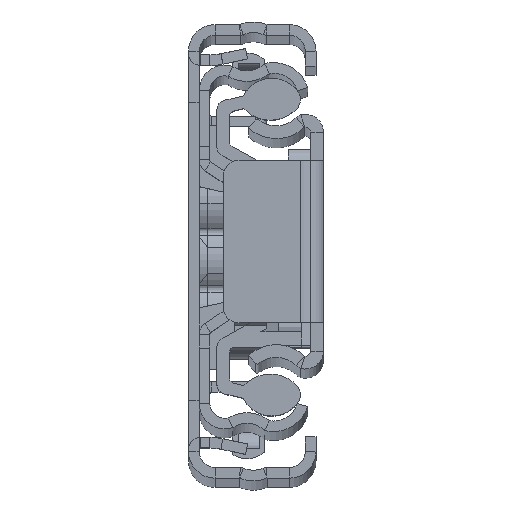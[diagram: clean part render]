
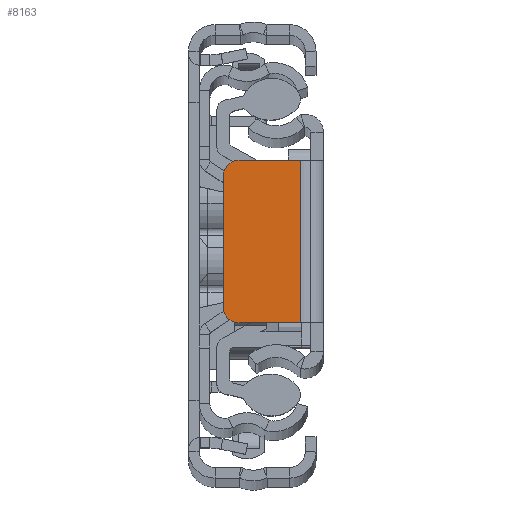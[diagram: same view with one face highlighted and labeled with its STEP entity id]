
A CAD part, top view. The second image highlights one B-rep face of the part: STEP entity #8163.
In plain terms, the highlighted planar face has unit normal (0, 0, 1).
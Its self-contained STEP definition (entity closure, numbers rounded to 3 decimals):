
#119 = CIRCLE ( 'NONE', #11546, 1.5 ) ;
#533 = DIRECTION ( 'NONE',  ( 0., 0., 1. ) ) ;
#708 = VERTEX_POINT ( 'NONE', #8331 ) ;
#976 = CIRCLE ( 'NONE', #13435, 1.5 ) ;
#1025 = DIRECTION ( 'NONE',  ( 0., -1., 0. ) ) ;
#1343 = VERTEX_POINT ( 'NONE', #17816 ) ;
#2392 = ORIENTED_EDGE ( 'NONE', *, *, #4734, .T. ) ;
#2778 = VECTOR ( 'NONE', #11591, 1000. ) ;
#3823 = CARTESIAN_POINT ( 'NONE',  ( 0., 7.65, 0. ) ) ;
#4389 = ORIENTED_EDGE ( 'NONE', *, *, #6768, .F. ) ;
#4734 = EDGE_CURVE ( 'NONE', #1343, #20464, #10224, .T. ) ;
#4857 = VECTOR ( 'NONE', #13682, 1000. ) ;
#5012 = EDGE_CURVE ( 'NONE', #708, #9751, #6867, .T. ) ;
#6768 = EDGE_CURVE ( 'NONE', #708, #20464, #19454, .T. ) ;
#6786 = CARTESIAN_POINT ( 'NONE',  ( -9.45, 6.15, 0. ) ) ;
#6860 = VERTEX_POINT ( 'NONE', #6786 ) ;
#6867 = LINE ( 'NONE', #3823, #4857 ) ;
#8163 = ADVANCED_FACE ( 'NONE', ( #16333 ), #14305, .F. ) ;
#8331 = CARTESIAN_POINT ( 'NONE',  ( -2.2, 7.65, 0. ) ) ;
#8400 = ORIENTED_EDGE ( 'NONE', *, *, #5012, .T. ) ;
#8417 = VECTOR ( 'NONE', #15391, 1000. ) ;
#8558 = CARTESIAN_POINT ( 'NONE',  ( 0., -7.65, 0. ) ) ;
#9211 = VECTOR ( 'NONE', #1025, 1000. ) ;
#9261 = CARTESIAN_POINT ( 'NONE',  ( -9.45, -6.15, 0. ) ) ;
#9751 = VERTEX_POINT ( 'NONE', #21373 ) ;
#10224 = LINE ( 'NONE', #8558, #8417 ) ;
#10517 = CARTESIAN_POINT ( 'NONE',  ( -2.2, -7.65, 0. ) ) ;
#11546 = AXIS2_PLACEMENT_3D ( 'NONE', #14263, #19291, #13922 ) ;
#11591 = DIRECTION ( 'NONE',  ( 0., -1., 0. ) ) ;
#12146 = CARTESIAN_POINT ( 'NONE',  ( -7.95, 6.15, 0. ) ) ;
#12216 = ORIENTED_EDGE ( 'NONE', *, *, #16655, .T. ) ;
#12249 = DIRECTION ( 'NONE',  ( -1., 0., 0. ) ) ;
#12537 = EDGE_LOOP ( 'NONE', ( #18565, #12216, #2392, #4389, #8400, #15330 ) ) ;
#12855 = CARTESIAN_POINT ( 'NONE',  ( 0., 0., 0. ) ) ;
#12968 = DIRECTION ( 'NONE',  ( 0., 0., -1. ) ) ;
#13435 = AXIS2_PLACEMENT_3D ( 'NONE', #12146, #533, #12249 ) ;
#13682 = DIRECTION ( 'NONE',  ( -1., 0., 0. ) ) ;
#13922 = DIRECTION ( 'NONE',  ( -1., 0., 0. ) ) ;
#14263 = CARTESIAN_POINT ( 'NONE',  ( -7.95, -6.15, 0. ) ) ;
#14305 = PLANE ( 'NONE',  #21405 ) ;
#14643 = CARTESIAN_POINT ( 'NONE',  ( -2.2, -7.65, 0. ) ) ;
#15330 = ORIENTED_EDGE ( 'NONE', *, *, #15539, .T. ) ;
#15391 = DIRECTION ( 'NONE',  ( 1., 0., 0. ) ) ;
#15539 = EDGE_CURVE ( 'NONE', #9751, #6860, #976, .T. ) ;
#16333 = FACE_OUTER_BOUND ( 'NONE', #12537, .T. ) ;
#16655 = EDGE_CURVE ( 'NONE', #18181, #1343, #119, .T. ) ;
#17816 = CARTESIAN_POINT ( 'NONE',  ( -7.95, -7.65, 0. ) ) ;
#18181 = VERTEX_POINT ( 'NONE', #9261 ) ;
#18231 = EDGE_CURVE ( 'NONE', #6860, #18181, #21675, .T. ) ;
#18308 = CARTESIAN_POINT ( 'NONE',  ( -9.45, 0., 0. ) ) ;
#18565 = ORIENTED_EDGE ( 'NONE', *, *, #18231, .T. ) ;
#19291 = DIRECTION ( 'NONE',  ( 0., 0., 1. ) ) ;
#19454 = LINE ( 'NONE', #14643, #9211 ) ;
#19802 = DIRECTION ( 'NONE',  ( -1., 0., 0. ) ) ;
#20464 = VERTEX_POINT ( 'NONE', #10517 ) ;
#21373 = CARTESIAN_POINT ( 'NONE',  ( -7.95, 7.65, 0. ) ) ;
#21405 = AXIS2_PLACEMENT_3D ( 'NONE', #12855, #12968, #19802 ) ;
#21675 = LINE ( 'NONE', #18308, #2778 ) ;
